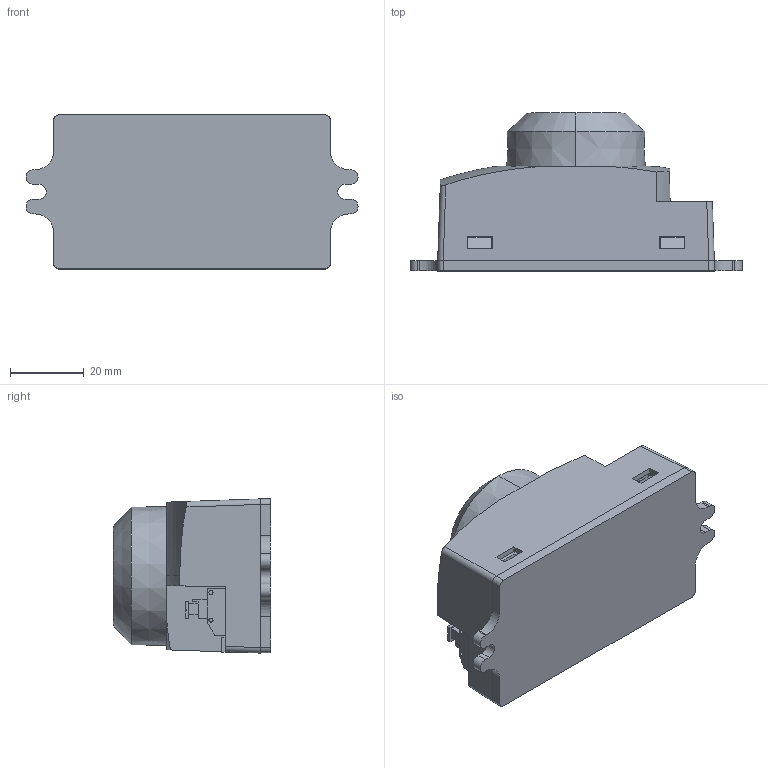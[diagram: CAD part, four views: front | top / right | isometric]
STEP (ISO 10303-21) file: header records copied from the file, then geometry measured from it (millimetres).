
FILE_DESCRIPTION (( 'STEP AP214' ), '1' );
FILE_NAME ('OCC58GRS02-2_3D.step', '2024-03-19T17:18:21', ( '' ), ( '' ), 'SwSTEP 2.0', 'SolidWorks 2022', '' );
FILE_SCHEMA (( 'AUTOMOTIVE_DESIGN' ));
Length unit declared in the file: millimetre
Products named in the file (30): PS-RS0211^OCC58GRS02-2; OCC58GRS02-2_3D; PS-RS0210^OCC58GRS02-2; PS-RS024^OCC58GRS02-2; ADJUSTMENT DIAL^OCC58GRS02-2; PS-RS028^OCC58GRS02-2; base^OCC58GRS02-2; PS-RS0218^OCC58GRS02-2; PS-RS027^OCC58GRS02-2; cover^OCC58GRS02-2; PS-RS0223^OCC58GRS02-2; PS-RS0214^OCC58GRS02-2; PS-RS0225^OCC58GRS02-2; PS-RS0224^OCC58GRS02-2; PS-RS0220^OCC58GRS02-2; PS-RS0228^OCC58GRS02-2; PS-RS026^OCC58GRS02-2; crown^OCC58GRS02-2; PS-RS0217^OCC58GRS02-2; PS-RS0216^OCC58GRS02-2; PS-RS0213^OCC58GRS02-2; PS-RS0230^OCC58GRS02-2; PS-RS0215^OCC58GRS02-2; PS-RS0231^OCC58GRS02-2; PS-RS0226^OCC58GRS02-2; PS-RS0229^OCC58GRS02-2; PS-RS025^OCC58GRS02-2; PS-RS0212^OCC58GRS02-2; PS-RS0219^OCC58GRS02-2; PS-RS029^OCC58GRS02-2
Assembly tree (31 placements, depth 2):
  OCC58GRS02-2_3D
    base^OCC58GRS02-2
    PS-RS0228^OCC58GRS02-2
    PS-RS0230^OCC58GRS02-2
    PS-RS0229^OCC58GRS02-2
    PS-RS0231^OCC58GRS02-2
    PS-RS0224^OCC58GRS02-2
    PS-RS0223^OCC58GRS02-2
    PS-RS0225^OCC58GRS02-2
    PS-RS0226^OCC58GRS02-2
    PS-RS024^OCC58GRS02-2
    PS-RS025^OCC58GRS02-2
    PS-RS026^OCC58GRS02-2
    PS-RS027^OCC58GRS02-2
    PS-RS028^OCC58GRS02-2
    PS-RS0211^OCC58GRS02-2
    PS-RS029^OCC58GRS02-2
    PS-RS0215^OCC58GRS02-2
    PS-RS0216^OCC58GRS02-2
    PS-RS0212^OCC58GRS02-2
    PS-RS0210^OCC58GRS02-2
    PS-RS0217^OCC58GRS02-2
    PS-RS0218^OCC58GRS02-2
    PS-RS0214^OCC58GRS02-2
    PS-RS0213^OCC58GRS02-2
    PS-RS0219^OCC58GRS02-2
    PS-RS0220^OCC58GRS02-2
    cover^OCC58GRS02-2
    ADJUSTMENT DIAL^OCC58GRS02-2  x3
    crown^OCC58GRS02-2
Bounding box: 90 x 42.8 x 41.8 mm (x, y, z)
Volume: 25430.8 mm3; surface area: 30700.1 mm2
Topology: 31 solids, 31 shells, 553 faces, 1370 edges, 904 vertices
Faces by surface type: plane 400, cylinder 103, cone 37, torus 9, sphere 4
Entity records: 15558 total; most frequent: CARTESIAN_POINT 2755, DIRECTION 2376, ORIENTED_EDGE 2356, EDGE_CURVE 1178, VECTOR 888, LINE 888, VERTEX_POINT 776, AXIS2_PLACEMENT_3D 744
